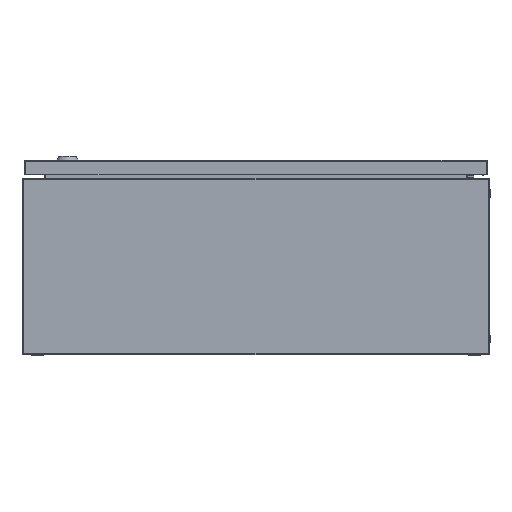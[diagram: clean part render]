
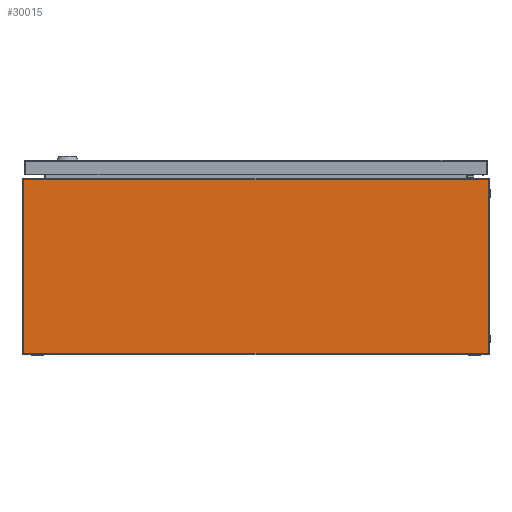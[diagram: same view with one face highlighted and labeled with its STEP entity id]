
A CAD part, front view. The second image highlights one B-rep face of the part: STEP entity #30015.
In plain terms, the highlighted planar face has unit normal (0, -1, 0).
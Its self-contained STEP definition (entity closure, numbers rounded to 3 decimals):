
#486 = EDGE_LOOP ( 'NONE', ( #24780, #55132, #1136, #46512 ) ) ;
#1136 = ORIENTED_EDGE ( 'NONE', *, *, #14828, .T. ) ;
#3345 = VERTEX_POINT ( 'NONE', #57661 ) ;
#6496 = VECTOR ( 'NONE', #62088, 1000. ) ;
#7259 = LINE ( 'NONE', #11180, #23552 ) ;
#11180 = CARTESIAN_POINT ( 'NONE',  ( -148.5, -200., 1.6 ) ) ;
#11349 = VERTEX_POINT ( 'NONE', #55346 ) ;
#11433 = EDGE_CURVE ( 'NONE', #19528, #11349, #35886, .T. ) ;
#12318 = DIRECTION ( 'NONE',  ( 0., 0., 1. ) ) ;
#14828 = EDGE_CURVE ( 'NONE', #30855, #11349, #38051, .T. ) ;
#16381 = FACE_OUTER_BOUND ( 'NONE', #486, .T. ) ;
#19528 = VERTEX_POINT ( 'NONE', #46065 ) ;
#23552 = VECTOR ( 'NONE', #55310, 1000. ) ;
#24780 = ORIENTED_EDGE ( 'NONE', *, *, #45512, .F. ) ;
#30015 = ADVANCED_FACE ( 'NONE', ( #16381 ), #48868, .F. ) ;
#30855 = VERTEX_POINT ( 'NONE', #43697 ) ;
#33015 = VECTOR ( 'NONE', #59990, 1000. ) ;
#33504 = LINE ( 'NONE', #66379, #39069 ) ;
#35886 = LINE ( 'NONE', #46798, #6496 ) ;
#37592 = CARTESIAN_POINT ( 'NONE',  ( 450., -200., 226. ) ) ;
#38051 = LINE ( 'NONE', #38401, #33015 ) ;
#38401 = CARTESIAN_POINT ( 'NONE',  ( 448.4, -200., -39.948 ) ) ;
#39069 = VECTOR ( 'NONE', #12318, 1000. ) ;
#43524 = AXIS2_PLACEMENT_3D ( 'NONE', #37592, #59172, #53848 ) ;
#43697 = CARTESIAN_POINT ( 'NONE',  ( 448.4, -200., 1.6 ) ) ;
#45512 = EDGE_CURVE ( 'NONE', #3345, #19528, #33504, .T. ) ;
#46065 = CARTESIAN_POINT ( 'NONE',  ( -148.4, -200., 226. ) ) ;
#46512 = ORIENTED_EDGE ( 'NONE', *, *, #11433, .F. ) ;
#46798 = CARTESIAN_POINT ( 'NONE',  ( 450., -200., 226. ) ) ;
#48868 = PLANE ( 'NONE',  #43524 ) ;
#53848 = DIRECTION ( 'NONE',  ( -1., 0., 0. ) ) ;
#55132 = ORIENTED_EDGE ( 'NONE', *, *, #64745, .T. ) ;
#55310 = DIRECTION ( 'NONE',  ( 1., 0., 0. ) ) ;
#55346 = CARTESIAN_POINT ( 'NONE',  ( 448.4, -200., 226. ) ) ;
#57661 = CARTESIAN_POINT ( 'NONE',  ( -148.4, -200., 1.6 ) ) ;
#59172 = DIRECTION ( 'NONE',  ( 0., 1., 0. ) ) ;
#59990 = DIRECTION ( 'NONE',  ( 0., 0., 1. ) ) ;
#62088 = DIRECTION ( 'NONE',  ( 1., 0., 0. ) ) ;
#64745 = EDGE_CURVE ( 'NONE', #3345, #30855, #7259, .T. ) ;
#66379 = CARTESIAN_POINT ( 'NONE',  ( -148.4, -200., -39.948 ) ) ;
